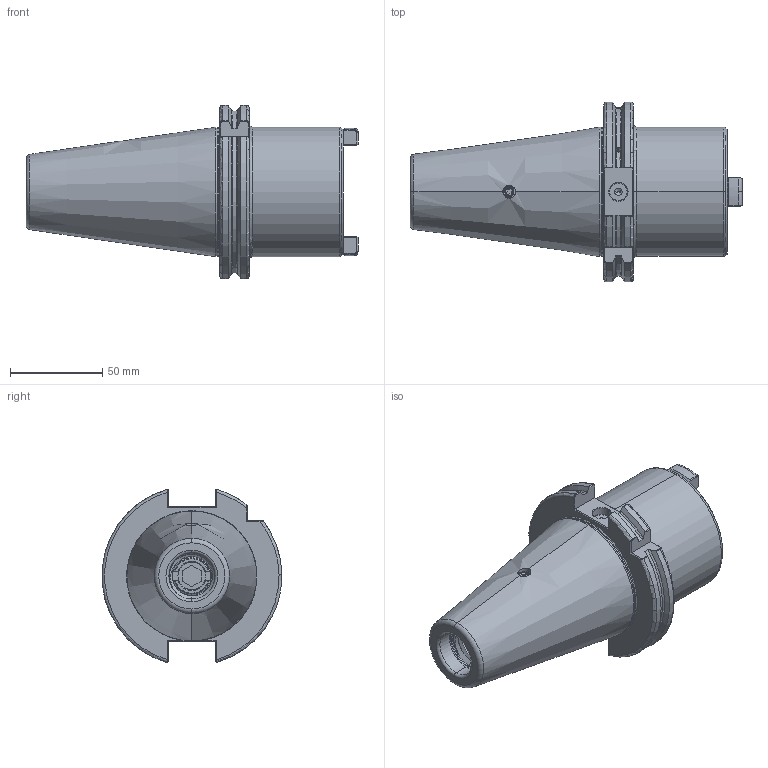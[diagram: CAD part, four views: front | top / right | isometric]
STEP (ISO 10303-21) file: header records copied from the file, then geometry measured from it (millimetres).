
FILE_DESCRIPTION (( 'STEP AP203' ), '1' );
FILE_NAME ('502.09.40.STEP', '2016-07-19T09:22:35', ( '' ), ( '' ), 'SwSTEP 2.0', 'SolidWorks 2012', '' );
FILE_SCHEMA (( 'CONFIG_CONTROL_DESIGN' ));
Products named in the file (5): 502.09.40; 2-41371008AF_M24xP3_9.5L; 2-01130035_M16xP2-70L; 2-02.000.0060100C2_M6xP01-10L
Assembly tree (4 placements, depth 2):
  502.09.40
    502.09.40
    2-01130035_M16xP2-70L
    2-41371008AF_M24xP3_9.5L
    2-02.000.0060100C2_M6xP01-10L
Bounding box: 179.75 x 97.32 x 93.81 mm (x, y, z)
Volume: 468877 mm3; surface area: 72738 mm2
Topology: 4 solids, 4 shells, 450 faces, 1212 edges, 764 vertices
Faces by surface type: cylinder 193, plane 109, cone 59, bspline 48, torus 41
Entity records: 43732 total; most frequent: CARTESIAN_POINT 33470, ORIENTED_EDGE 2400, DIRECTION 1657, EDGE_CURVE 1200, VERTEX_POINT 764, AXIS2_PLACEMENT_3D 625, EDGE_LOOP 464, ADVANCED_FACE 450
